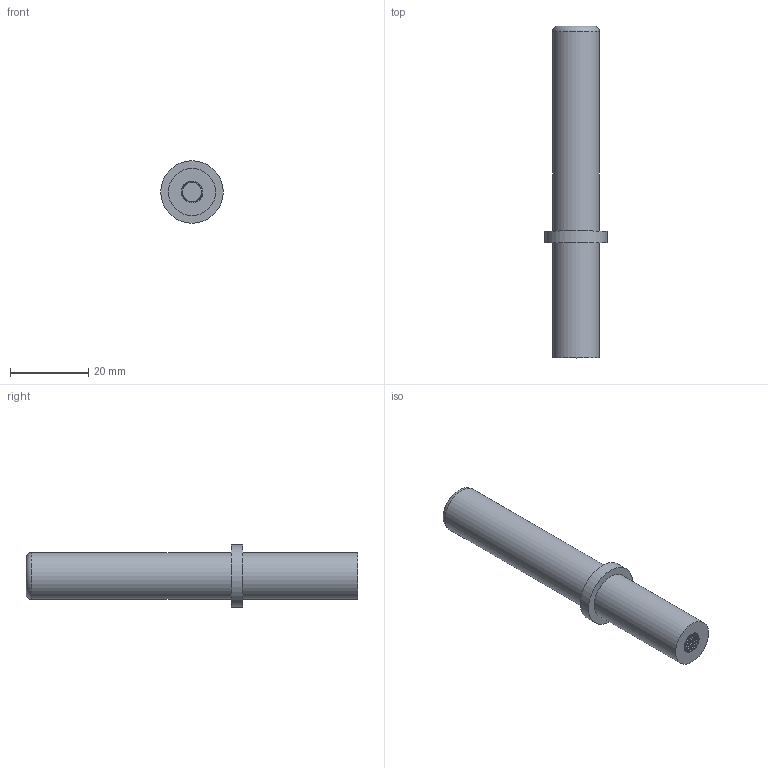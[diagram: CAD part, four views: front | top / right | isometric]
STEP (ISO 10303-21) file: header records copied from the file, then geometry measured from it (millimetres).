
FILE_DESCRIPTION(/* description */ (''),/* implementation_level */ '2;1');
FILE_NAME(/* name */ 'PILOTE_RIVE.step',/* time_stamp */ '2023-08-27T13:54:37+02:00',/* author */ (''),/* organization */ (''),/* preprocessor_version */ 'ST-DEVELOPER v20',/* originating_system */ 'Autodesk Translation Framework v12.9.0.99',/* authorisation */ '');
FILE_SCHEMA (('AUTOMOTIVE_DESIGN { 1 0 10303 214 3 1 1 }'));
Length unit declared in the file: millimetre
Products named in the file (1): (Non enregistré)
Bounding box: 16 x 85 x 16 mm (x, y, z)
Volume: 9425.2 mm3; surface area: 4168.4 mm2
Topology: 1 solids, 1 shells, 98 faces, 276 edges, 184 vertices
Faces by surface type: cylinder 87, plane 6, bspline 4, torus 1
Full cylindrical faces by diameter (mm): 5.029 x17, 5.596 x11, 12 x2, 16 x1
Entity records: 8114 total; most frequent: CARTESIAN_POINT 5887, ORIENTED_EDGE 552, DIRECTION 307, EDGE_CURVE 276, VERTEX_POINT 184, B_SPLINE_CURVE_WITH_KNOTS 176, AXIS2_PLACEMENT_3D 112, EDGE_LOOP 102
